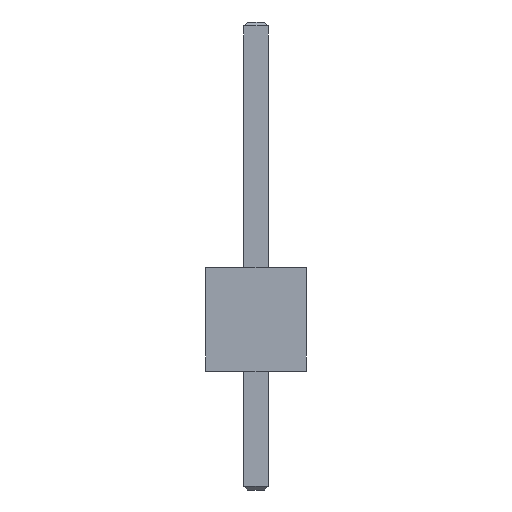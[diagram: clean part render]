
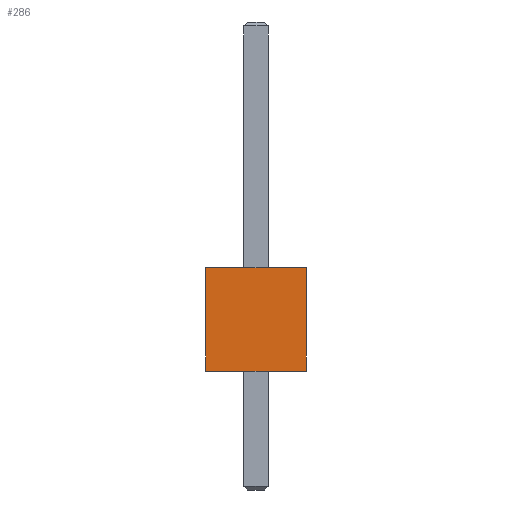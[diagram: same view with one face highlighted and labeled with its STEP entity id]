
A CAD part, front view. The second image highlights one B-rep face of the part: STEP entity #286.
In plain terms, the highlighted face is planar.
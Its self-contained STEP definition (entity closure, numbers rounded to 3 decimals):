
#286=ADVANCED_FACE('',(#491),#493,.T.);
#491=FACE_BOUND('',#492,.T.);
#492=EDGE_LOOP('',(#647,#648,#649,#650));
#493=PLANE('',#494);
#494=AXIS2_PLACEMENT_3D('',#495,#496,#497);
#495=CARTESIAN_POINT('',(0.,0.,0.));
#496=DIRECTION('',(0.,0.,1.));
#497=DIRECTION('',(1.,0.,0.));
#647=ORIENTED_EDGE('',*,*,#721,.T.);
#648=ORIENTED_EDGE('',*,*,#739,.T.);
#649=ORIENTED_EDGE('',*,*,#740,.F.);
#650=ORIENTED_EDGE('',*,*,#741,.F.);
#721=EDGE_CURVE('',#776,#774,#777,.T.);
#739=EDGE_CURVE('',#774,#804,#806,.T.);
#740=EDGE_CURVE('',#807,#804,#808,.T.);
#741=EDGE_CURVE('',#776,#807,#809,.T.);
#774=VERTEX_POINT('',#860);
#776=VERTEX_POINT('',#864);
#777=LINE('',#865,#866);
#804=VERTEX_POINT('',#926);
#806=LINE('',#930,#931);
#807=VERTEX_POINT('',#933);
#808=LINE('',#934,#935);
#809=LINE('',#937,#938);
#860=CARTESIAN_POINT('',(2.54,0.,0.));
#864=CARTESIAN_POINT('',(0.,0.,0.));
#865=CARTESIAN_POINT('',(0.,0.,0.));
#866=VECTOR('',#867,1.);
#867=DIRECTION('',(1.,0.,0.));
#926=CARTESIAN_POINT('',(2.54,2.6,0.));
#930=CARTESIAN_POINT('',(2.54,0.,0.));
#931=VECTOR('',#932,1.);
#932=DIRECTION('',(0.,1.,0.));
#933=CARTESIAN_POINT('',(0.,2.6,0.));
#934=CARTESIAN_POINT('',(0.,2.6,0.));
#935=VECTOR('',#936,1.);
#936=DIRECTION('',(1.,0.,0.));
#937=CARTESIAN_POINT('',(0.,0.,0.));
#938=VECTOR('',#939,1.);
#939=DIRECTION('',(0.,1.,0.));
